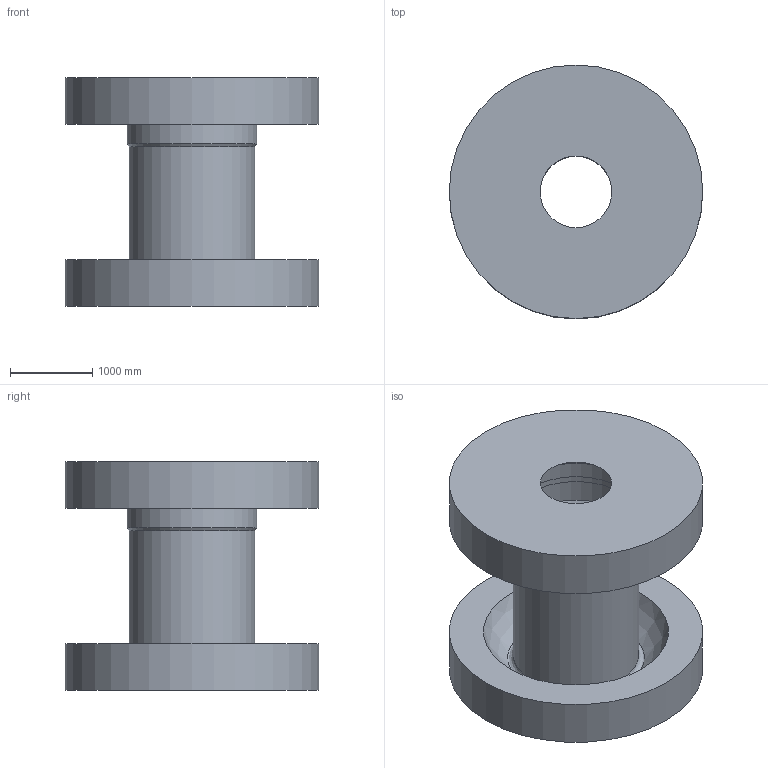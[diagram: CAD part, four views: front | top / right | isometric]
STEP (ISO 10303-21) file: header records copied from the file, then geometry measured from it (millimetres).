
FILE_DESCRIPTION(/* description */ (''),/* implementation_level */ '2;1');
FILE_NAME(/* name */ '00000041-009_air_jacket_volume_only.stp',/* time_stamp */ '2022-07-19T15:30:39-07:00',/* author */ (''),/* organization */ (''),/* preprocessor_version */ 'ST-DEVELOPER v18.102',/* originating_system */ 'SIEMENS PLM Software NX 2019',/* authorisation */ '');
FILE_SCHEMA (('AUTOMOTIVE_DESIGN { 1 0 10303 214 3 1 1 1 }'));
Length unit declared in the file: millimetre
Products named in the file (1): 00000041-009
Bounding box: 3080 x 3080 x 2770 mm (x, y, z)
Volume: 5665407127.2 mm3; surface area: 64425626.6 mm2
Topology: 1 solids, 1 shells, 24 faces, 44 edges, 24 vertices
Faces by surface type: cone 8, cylinder 6, revolution 6, plane 4
Full cylindrical faces by diameter (mm): 1446 x1, 1496.377 x1, 1526 x1, 1576.377 x1, 3080 x2
Entity records: 608 total; most frequent: CARTESIAN_POINT 169, DIRECTION 92, FACE_BOUND 48, EDGE_LOOP 48, ORIENTED_EDGE 48, AXIS2_PLACEMENT_3D 43, ADVANCED_FACE 24, VERTEX_POINT 24
